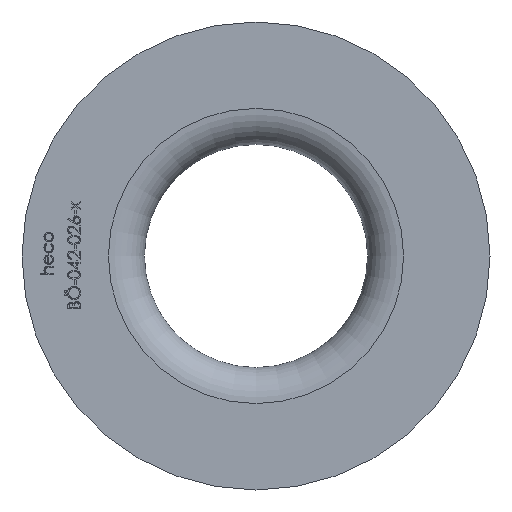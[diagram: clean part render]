
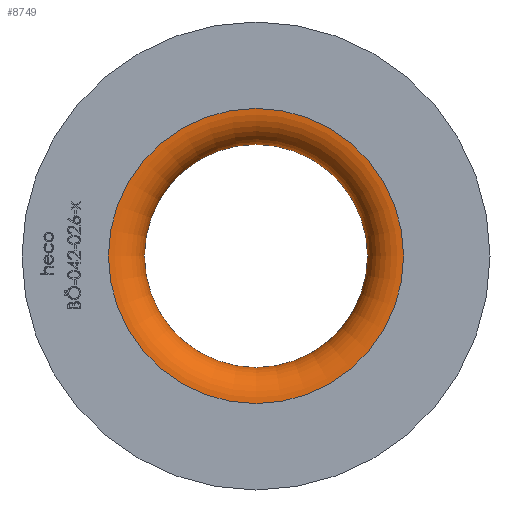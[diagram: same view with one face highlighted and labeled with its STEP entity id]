
A CAD part, left-side view. The second image highlights one B-rep face of the part: STEP entity #8749.
In plain terms, the highlighted toroidal (fillet/blend) face has major radius 24.6 mm and minor radius 6 mm.
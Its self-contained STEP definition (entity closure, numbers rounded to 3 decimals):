
#623 = AXIS2_PLACEMENT_3D ( 'NONE', #12282, #14595, #12003 ) ;
#1420 = DIRECTION ( 'NONE',  ( -1., 0., 0. ) ) ;
#3991 = TOROIDAL_SURFACE ( 'NONE', #8289, 24.6, 6. ) ;
#4009 = CARTESIAN_POINT ( 'NONE',  ( 6., 0., 0. ) ) ;
#4164 = FACE_OUTER_BOUND ( 'NONE', #5181, .T. ) ;
#4804 = CARTESIAN_POINT ( 'NONE',  ( 0., 0., 24.6 ) ) ;
#5091 = ORIENTED_EDGE ( 'NONE', *, *, #12588, .T. ) ;
#5181 = EDGE_LOOP ( 'NONE', ( #5091 ) ) ;
#5946 = CIRCLE ( 'NONE', #623, 24.6 ) ;
#6047 = CARTESIAN_POINT ( 'NONE',  ( 6., 0., 0. ) ) ;
#6270 = DIRECTION ( 'NONE',  ( 0., 0., 1. ) ) ;
#6927 = EDGE_CURVE ( 'NONE', #12698, #12698, #14509, .T. ) ;
#7192 = CARTESIAN_POINT ( 'NONE',  ( 6., 0., 18.6 ) ) ;
#8289 = AXIS2_PLACEMENT_3D ( 'NONE', #4009, #14753, #9829 ) ;
#8749 = ADVANCED_FACE ( 'NONE', ( #13123, #4164 ), #3991, .T. ) ;
#9829 = DIRECTION ( 'NONE',  ( 0., 0., 1. ) ) ;
#10445 = VERTEX_POINT ( 'NONE', #4804 ) ;
#12003 = DIRECTION ( 'NONE',  ( 0., 0., 1. ) ) ;
#12155 = ORIENTED_EDGE ( 'NONE', *, *, #6927, .F. ) ;
#12282 = CARTESIAN_POINT ( 'NONE',  ( 0., 0., 0. ) ) ;
#12588 = EDGE_CURVE ( 'NONE', #10445, #10445, #5946, .T. ) ;
#12698 = VERTEX_POINT ( 'NONE', #7192 ) ;
#13123 = FACE_OUTER_BOUND ( 'NONE', #13674, .T. ) ;
#13674 = EDGE_LOOP ( 'NONE', ( #12155 ) ) ;
#14509 = CIRCLE ( 'NONE', #14760, 18.6 ) ;
#14595 = DIRECTION ( 'NONE',  ( -1., 0., 0. ) ) ;
#14753 = DIRECTION ( 'NONE',  ( -1., 0., 0. ) ) ;
#14760 = AXIS2_PLACEMENT_3D ( 'NONE', #6047, #1420, #6270 ) ;
